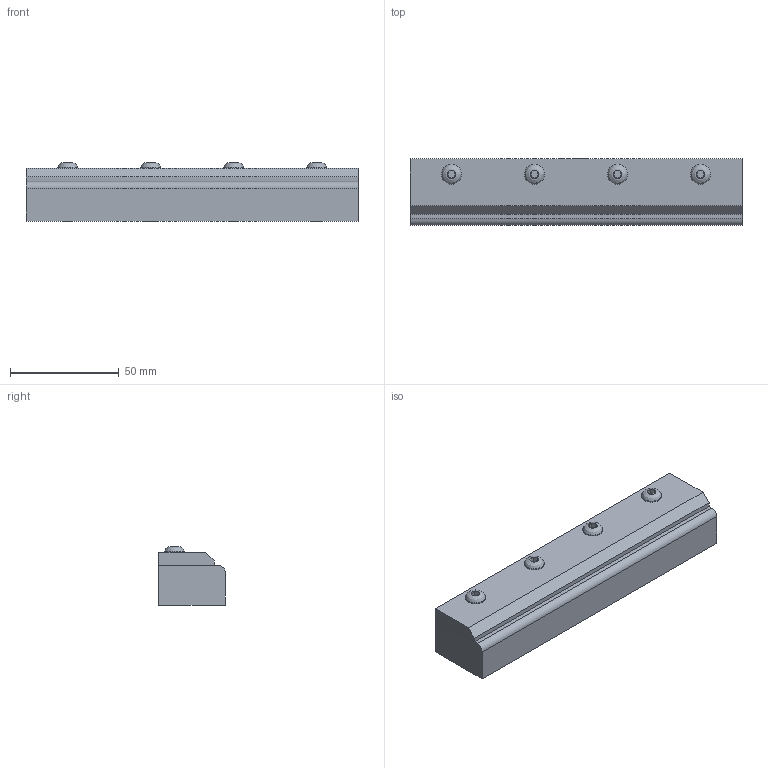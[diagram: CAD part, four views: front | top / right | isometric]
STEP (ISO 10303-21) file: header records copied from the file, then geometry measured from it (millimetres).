
FILE_DESCRIPTION((''),'2;1');
FILE_NAME('2606SS.stp','2012-04-18T12:32:57',('benzil estridge'),(''),'Autodesk Inventor 2012','Autodesk Inventor 2012','');
FILE_SCHEMA(('AUTOMOTIVE_DESIGN { 1 0 10303 214 1 1 1 1 }'));
Length unit declared in the file: inch
Products named in the file (7): Assembly7; Part147; Part149; Part151; Part153; Part155; Part157
Assembly tree (6 placements, depth 2):
  Assembly7
    Part147
    Part149
    Part151
    Part153
    Part155
    Part157
Bounding box: 152.4 x 30.48 x 26.85 mm (x, y, z)
Volume: 103745.9 mm3; surface area: 28954 mm2
Topology: 6 solids, 6 shells, 82 faces, 178 edges, 117 vertices
Faces by surface type: plane 54, cylinder 18, cone 6, bspline 4
Full cylindrical faces by diameter (mm): 4.826 x12, 9.169 x4, 11.113 x1
Entity records: 2456 total; most frequent: CARTESIAN_POINT 529, DIRECTION 374, ORIENTED_EDGE 292, EDGE_CURVE 146, AXIS2_PLACEMENT_3D 137, EDGE_LOOP 134, VERTEX_POINT 112, VECTOR 100
